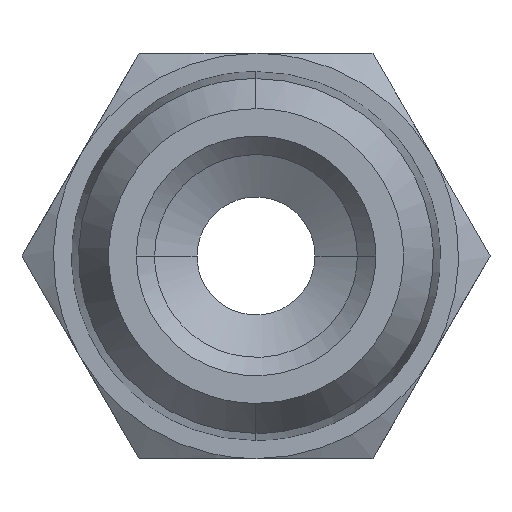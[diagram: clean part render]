
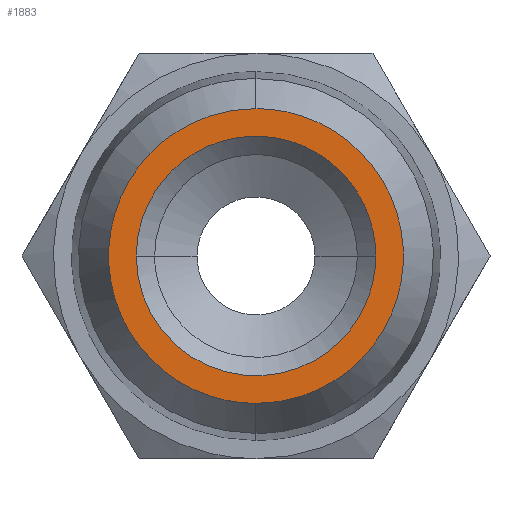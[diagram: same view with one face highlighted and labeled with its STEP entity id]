
A CAD part, front view. The second image highlights one B-rep face of the part: STEP entity #1883.
In plain terms, the highlighted free-form (B-spline) face has degree [1, 1] with [2, 2] control points.
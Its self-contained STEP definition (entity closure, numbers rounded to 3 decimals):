
#31 = EDGE_CURVE ( 'NONE', #1599, #974, #259, .T. ) ;
#37 = ORIENTED_EDGE ( 'NONE', *, *, #1588, .T. ) ;
#51 = CARTESIAN_POINT ( 'NONE',  ( -4.048, 0., -4.048 ) ) ;
#76 = CARTESIAN_POINT ( 'NONE',  ( -4., 0., 0.525 ) ) ;
#79 = CARTESIAN_POINT ( 'NONE',  ( -1.638, 0., 2.839 ) ) ;
#90 = CARTESIAN_POINT ( 'NONE',  ( 0.427, 0., 3.25 ) ) ;
#100 = CARTESIAN_POINT ( 'NONE',  ( 3.166, 0., 0.849 ) ) ;
#163 = CARTESIAN_POINT ( 'NONE',  ( 3.494, 0., -2.016 ) ) ;
#195 = CARTESIAN_POINT ( 'NONE',  ( 1.045, 0., 3.897 ) ) ;
#238 = CARTESIAN_POINT ( 'NONE',  ( -4., 0., -0.525 ) ) ;
#259 = B_SPLINE_CURVE_WITH_KNOTS ( 'NONE', 3,
 ( #2059, #2069, #978, #2241, #2044, #786, #1668, #1854, #76, #238, #1321, #1143, #1510, #1122, #1489, #610, #1497, #597 ),
 .UNSPECIFIED., .F., .F.,
 ( 4, 2, 2, 2, 2, 2, 2, 2, 4 ),
 ( 0., 0.393, 0.785, 1.178, 1.571, 1.963, 2.356, 2.749, 3.142 ),
 .UNSPECIFIED. ) ;
#284 = CARTESIAN_POINT ( 'NONE',  ( 3.25, 0., 0.427 ) ) ;
#359 = FACE_OUTER_BOUND ( 'NONE', #390, .T. ) ;
#390 = EDGE_LOOP ( 'NONE', ( #2218, #37 ) ) ;
#423 = B_SPLINE_SURFACE_WITH_KNOTS ( 'NONE', 1, 1, ( 
 ( #442, #787 ),
 ( #51, #802 ) ),
 .UNSPECIFIED., .F., .F., .F.,
 ( 2, 2 ),
 ( 2, 2 ),
 ( 0., 1. ),
 ( 0., 1. ),
 .UNSPECIFIED. ) ;
#424 = CARTESIAN_POINT ( 'NONE',  ( 3.25, 0., -6.5 ) ) ;
#442 = CARTESIAN_POINT ( 'NONE',  ( -4.048, 0., 4.048 ) ) ;
#505 = CARTESIAN_POINT ( 'NONE',  ( 3.25, 0., 0. ) ) ;
#597 = CARTESIAN_POINT ( 'NONE',  ( 0., 0., -4. ) ) ;
#610 = CARTESIAN_POINT ( 'NONE',  ( -1.045, 0., -3.897 ) ) ;
#622 = B_SPLINE_CURVE_WITH_KNOTS ( 'NONE', 3,
 ( #1538, #1374, #1912, #1167, #1157, #1548, #79, #1344, #1714, #90, #1001, #643, #1736, #2267, #1181, #100, #284, #2296 ),
 .UNSPECIFIED., .F., .F.,
 ( 4, 2, 2, 2, 2, 2, 2, 2, 4 ),
 ( 0., 0.393, 0.785, 1.178, 1.571, 1.963, 2.356, 2.749, 3.142 ),
 .UNSPECIFIED. ) ;
#643 = CARTESIAN_POINT ( 'NONE',  ( 1.638, 0., 2.839 ) ) ;
#671 = FACE_BOUND ( 'NONE', #685, .T. ) ;
#679 = ORIENTED_EDGE ( 'NONE', *, *, #1364, .F. ) ;
#685 = EDGE_LOOP ( 'NONE', ( #1569, #679 ) ) ;
#698 = CARTESIAN_POINT ( 'NONE',  ( 3.897, 0., 1.045 ) ) ;
#706 = CARTESIAN_POINT ( 'NONE',  ( 0.525, 0., 4. ) ) ;
#786 = CARTESIAN_POINT ( 'NONE',  ( -3.2, 0., 2.457 ) ) ;
#787 = CARTESIAN_POINT ( 'NONE',  ( 4.048, 0., 4.048 ) ) ;
#802 = CARTESIAN_POINT ( 'NONE',  ( 4.048, 0., -4.048 ) ) ;
#883 = CARTESIAN_POINT ( 'NONE',  ( 1.045, 0., -3.897 ) ) ;
#928 = CARTESIAN_POINT ( 'NONE',  ( 3.25, 0., 0. ) ) ;
#974 = VERTEX_POINT ( 'NONE', #1331 ) ;
#978 = CARTESIAN_POINT ( 'NONE',  ( -1.045, 0., 3.897 ) ) ;
#1001 = CARTESIAN_POINT ( 'NONE',  ( 0.849, 0., 3.166 ) ) ;
#1020 = EDGE_CURVE ( 'NONE', #1617, #1618, #622, .T. ) ;
#1025 = CARTESIAN_POINT ( 'NONE',  ( 0., 0., -4. ) ) ;
#1089 = CARTESIAN_POINT ( 'NONE',  ( 0.525, 0., -4. ) ) ;
#1122 = CARTESIAN_POINT ( 'NONE',  ( -2.457, 0., -3.2 ) ) ;
#1143 = CARTESIAN_POINT ( 'NONE',  ( -3.494, 0., -2.016 ) ) ;
#1157 = CARTESIAN_POINT ( 'NONE',  ( -2.6, 0., 1.996 ) ) ;
#1167 = CARTESIAN_POINT ( 'NONE',  ( -2.839, 0., 1.638 ) ) ;
#1181 = CARTESIAN_POINT ( 'NONE',  ( 2.839, 0., 1.638 ) ) ;
#1245 = CARTESIAN_POINT ( 'NONE',  ( 3.2, 0., 2.457 ) ) ;
#1273 = CARTESIAN_POINT ( 'NONE',  ( 3.2, 0., -2.457 ) ) ;
#1321 = CARTESIAN_POINT ( 'NONE',  ( -3.897, 0., -1.045 ) ) ;
#1331 = CARTESIAN_POINT ( 'NONE',  ( 0., 0., -4. ) ) ;
#1344 = CARTESIAN_POINT ( 'NONE',  ( -0.849, 0., 3.166 ) ) ;
#1364 = EDGE_CURVE ( 'NONE', #1617, #1618, #1652, .T. ) ;
#1374 = CARTESIAN_POINT ( 'NONE',  ( -3.25, 0., 0.427 ) ) ;
#1429 = CARTESIAN_POINT ( 'NONE',  ( 2.016, 0., 3.494 ) ) ;
#1456 = CARTESIAN_POINT ( 'NONE',  ( 2.457, 0., -3.2 ) ) ;
#1488 = CARTESIAN_POINT ( 'NONE',  ( -3.25, 0., 0. ) ) ;
#1489 = CARTESIAN_POINT ( 'NONE',  ( -2.016, 0., -3.494 ) ) ;
#1495 = CARTESIAN_POINT ( 'NONE',  ( -3.25, 0., -6.5 ) ) ;
#1497 = CARTESIAN_POINT ( 'NONE',  ( -0.525, 0., -4. ) ) ;
#1510 = CARTESIAN_POINT ( 'NONE',  ( -3.2, 0., -2.457 ) ) ;
#1538 = CARTESIAN_POINT ( 'NONE',  ( -3.25, 0., 0. ) ) ;
#1548 = CARTESIAN_POINT ( 'NONE',  ( -1.996, 0., 2.6 ) ) ;
#1569 = ORIENTED_EDGE ( 'NONE', *, *, #1020, .T. ) ;
#1579 = CARTESIAN_POINT ( 'NONE',  ( 3.897, 0., -1.045 ) ) ;
#1586 = CARTESIAN_POINT ( 'NONE',  ( 2.016, 0., -3.494 ) ) ;
#1588 = EDGE_CURVE ( 'NONE', #974, #1599, #1876, .T. ) ;
#1599 = VERTEX_POINT ( 'NONE', #2147 ) ;
#1617 = VERTEX_POINT ( 'NONE', #2328 ) ;
#1618 = VERTEX_POINT ( 'NONE', #505 ) ;
#1631 = CARTESIAN_POINT ( 'NONE',  ( 4., 0., -0.525 ) ) ;
#1652 =( BOUNDED_CURVE ( )  B_SPLINE_CURVE ( 3, ( #1488, #1495, #424, #928 ),
 .UNSPECIFIED., .F., .F. ) 
 B_SPLINE_CURVE_WITH_KNOTS ( ( 4, 4 ),
 ( -3.142, 0. ),
 .UNSPECIFIED. ) 
 CURVE ( )  GEOMETRIC_REPRESENTATION_ITEM ( )  RATIONAL_B_SPLINE_CURVE ( ( 1., 0.333, 0.333, 1. ) ) 
 REPRESENTATION_ITEM ( '' )  );
#1668 = CARTESIAN_POINT ( 'NONE',  ( -3.494, 0., 2.016 ) ) ;
#1714 = CARTESIAN_POINT ( 'NONE',  ( -0.427, 0., 3.25 ) ) ;
#1736 = CARTESIAN_POINT ( 'NONE',  ( 1.996, 0., 2.6 ) ) ;
#1785 = CARTESIAN_POINT ( 'NONE',  ( 3.494, 0., 2.016 ) ) ;
#1813 = CARTESIAN_POINT ( 'NONE',  ( 0., 0., 4. ) ) ;
#1854 = CARTESIAN_POINT ( 'NONE',  ( -3.897, 0., 1.045 ) ) ;
#1876 = B_SPLINE_CURVE_WITH_KNOTS ( 'NONE', 3,
 ( #1025, #1089, #883, #1586, #1456, #1273, #163, #1579, #1631, #2157, #698, #1785, #1245, #2190, #1429, #195, #706, #1813 ),
 .UNSPECIFIED., .F., .F.,
 ( 4, 2, 2, 2, 2, 2, 2, 2, 4 ),
 ( 0., 0.393, 0.785, 1.178, 1.571, 1.963, 2.356, 2.749, 3.142 ),
 .UNSPECIFIED. ) ;
#1883 = ADVANCED_FACE ( 'NONE', ( #671, #359 ), #423, .T. ) ;
#1912 = CARTESIAN_POINT ( 'NONE',  ( -3.166, 0., 0.849 ) ) ;
#2044 = CARTESIAN_POINT ( 'NONE',  ( -2.457, 0., 3.2 ) ) ;
#2059 = CARTESIAN_POINT ( 'NONE',  ( 0., 0., 4. ) ) ;
#2069 = CARTESIAN_POINT ( 'NONE',  ( -0.525, 0., 4. ) ) ;
#2147 = CARTESIAN_POINT ( 'NONE',  ( 0., 0., 4. ) ) ;
#2157 = CARTESIAN_POINT ( 'NONE',  ( 4., 0., 0.525 ) ) ;
#2190 = CARTESIAN_POINT ( 'NONE',  ( 2.457, 0., 3.2 ) ) ;
#2218 = ORIENTED_EDGE ( 'NONE', *, *, #31, .T. ) ;
#2241 = CARTESIAN_POINT ( 'NONE',  ( -2.016, 0., 3.494 ) ) ;
#2267 = CARTESIAN_POINT ( 'NONE',  ( 2.6, 0., 1.996 ) ) ;
#2296 = CARTESIAN_POINT ( 'NONE',  ( 3.25, 0., 0. ) ) ;
#2328 = CARTESIAN_POINT ( 'NONE',  ( -3.25, 0., 0. ) ) ;
